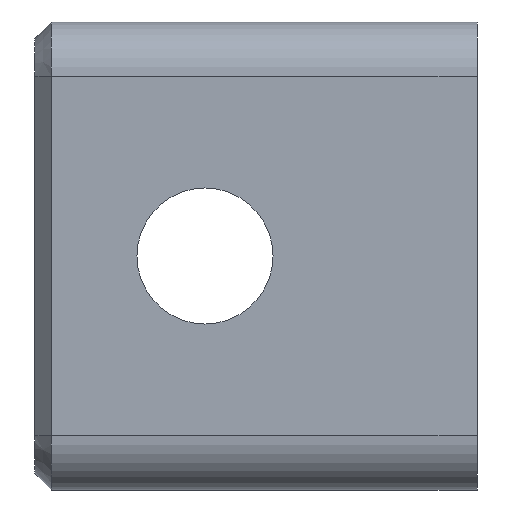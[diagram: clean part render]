
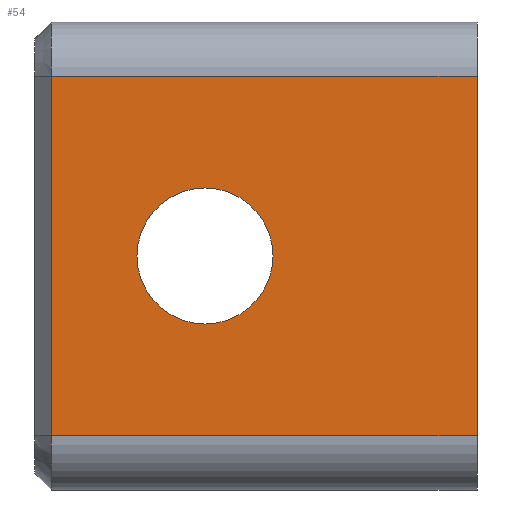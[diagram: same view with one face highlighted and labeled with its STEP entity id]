
A CAD part, left-side view. The second image highlights one B-rep face of the part: STEP entity #54.
In plain terms, the highlighted planar face has unit normal (-1, 0, 0).
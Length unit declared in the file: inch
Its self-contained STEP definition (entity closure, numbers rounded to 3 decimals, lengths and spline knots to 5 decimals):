
#17 = ORIENTED_EDGE ( 'NONE', *, *, #906, .T. ) ;
#54 = ADVANCED_FACE ( 'NONE', ( #334, #899 ), #234, .F. ) ;
#80 = VECTOR ( 'NONE', #1571, 39.37008 ) ;
#97 = CARTESIAN_POINT ( 'NONE',  ( -0.93, -0.375, -0.33 ) ) ;
#109 = VECTOR ( 'NONE', #1014, 39.37008 ) ;
#137 = DIRECTION ( 'NONE',  ( 0., -1., 0. ) ) ;
#152 = EDGE_CURVE ( 'NONE', #1827, #1170, #1697, .T. ) ;
#231 = VERTEX_POINT ( 'NONE', #1892 ) ;
#234 = PLANE ( 'NONE',  #1101 ) ;
#253 = CARTESIAN_POINT ( 'NONE',  ( -0.93, 0.125, -0.125 ) ) ;
#256 = AXIS2_PLACEMENT_3D ( 'NONE', #708, #1006, #1593 ) ;
#292 = EDGE_CURVE ( 'NONE', #1723, #1137, #1476, .T. ) ;
#334 = FACE_BOUND ( 'NONE', #1070, .T. ) ;
#342 = ORIENTED_EDGE ( 'NONE', *, *, #1408, .T. ) ;
#391 = CARTESIAN_POINT ( 'NONE',  ( -0.93, 0.4075, 0.33 ) ) ;
#448 = VECTOR ( 'NONE', #1536, 39.37008 ) ;
#502 = ORIENTED_EDGE ( 'NONE', *, *, #1704, .T. ) ;
#516 = DIRECTION ( 'NONE',  ( 1., 0., 0. ) ) ;
#566 = CARTESIAN_POINT ( 'NONE',  ( -0.93, 0.4075, -0.33 ) ) ;
#575 = CARTESIAN_POINT ( 'NONE',  ( -0.93, 0.125, 0.125 ) ) ;
#660 = ORIENTED_EDGE ( 'NONE', *, *, #152, .T. ) ;
#682 = CARTESIAN_POINT ( 'NONE',  ( -0.93, 0.375, -0.43 ) ) ;
#708 = CARTESIAN_POINT ( 'NONE',  ( -0.93, 0.125, 0. ) ) ;
#791 = ORIENTED_EDGE ( 'NONE', *, *, #1716, .T. ) ;
#899 = FACE_OUTER_BOUND ( 'NONE', #1799, .T. ) ;
#906 = EDGE_CURVE ( 'NONE', #1137, #1723, #1787, .T. ) ;
#949 = CARTESIAN_POINT ( 'NONE',  ( -0.93, 0.375, 0.33 ) ) ;
#1003 = CARTESIAN_POINT ( 'NONE',  ( -0.93, -0.375, -0.43 ) ) ;
#1006 = DIRECTION ( 'NONE',  ( 1., 0., 0. ) ) ;
#1014 = DIRECTION ( 'NONE',  ( 0., 0., -1. ) ) ;
#1070 = EDGE_LOOP ( 'NONE', ( #17, #1592 ) ) ;
#1101 = AXIS2_PLACEMENT_3D ( 'NONE', #682, #516, #1406 ) ;
#1137 = VERTEX_POINT ( 'NONE', #253 ) ;
#1170 = VERTEX_POINT ( 'NONE', #391 ) ;
#1181 = LINE ( 'NONE', #1003, #80 ) ;
#1232 = CARTESIAN_POINT ( 'NONE',  ( -0.93, 0.125, 0. ) ) ;
#1305 = LINE ( 'NONE', #566, #109 ) ;
#1390 = VECTOR ( 'NONE', #137, 39.37008 ) ;
#1406 = DIRECTION ( 'NONE',  ( 0., 0., -1. ) ) ;
#1408 = EDGE_CURVE ( 'NONE', #1641, #1827, #1181, .T. ) ;
#1476 = CIRCLE ( 'NONE', #256, 0.125 ) ;
#1527 = DIRECTION ( 'NONE',  ( 0., 0., -1. ) ) ;
#1536 = DIRECTION ( 'NONE',  ( 0., 1., 0. ) ) ;
#1571 = DIRECTION ( 'NONE',  ( 0., 0., 1. ) ) ;
#1592 = ORIENTED_EDGE ( 'NONE', *, *, #292, .T. ) ;
#1593 = DIRECTION ( 'NONE',  ( 0., 0., -1. ) ) ;
#1635 = CARTESIAN_POINT ( 'NONE',  ( -0.93, -0.375, 0.33 ) ) ;
#1641 = VERTEX_POINT ( 'NONE', #97 ) ;
#1680 = DIRECTION ( 'NONE',  ( 1., 0., 0. ) ) ;
#1697 = LINE ( 'NONE', #949, #448 ) ;
#1704 = EDGE_CURVE ( 'NONE', #1170, #231, #1305, .T. ) ;
#1716 = EDGE_CURVE ( 'NONE', #231, #1641, #1725, .T. ) ;
#1723 = VERTEX_POINT ( 'NONE', #575 ) ;
#1725 = LINE ( 'NONE', #1884, #1390 ) ;
#1787 = CIRCLE ( 'NONE', #1879, 0.125 ) ;
#1799 = EDGE_LOOP ( 'NONE', ( #660, #502, #791, #342 ) ) ;
#1827 = VERTEX_POINT ( 'NONE', #1635 ) ;
#1879 = AXIS2_PLACEMENT_3D ( 'NONE', #1232, #1680, #1527 ) ;
#1884 = CARTESIAN_POINT ( 'NONE',  ( -0.93, 0.375, -0.33 ) ) ;
#1892 = CARTESIAN_POINT ( 'NONE',  ( -0.93, 0.4075, -0.33 ) ) ;
